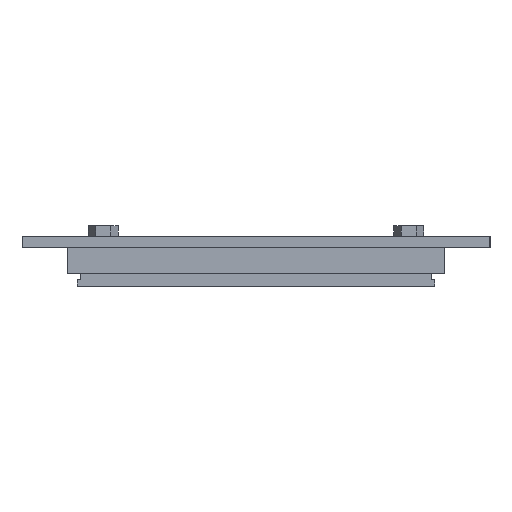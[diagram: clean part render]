
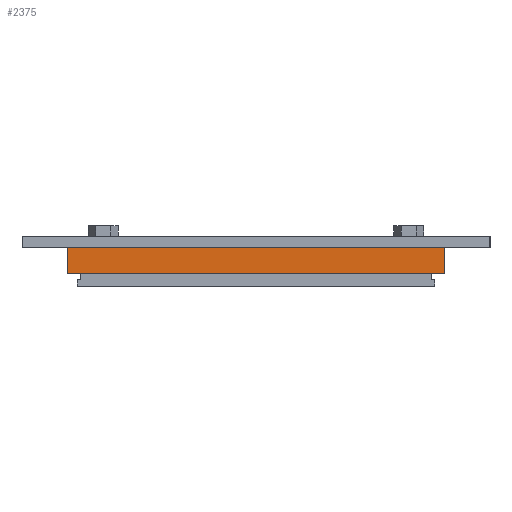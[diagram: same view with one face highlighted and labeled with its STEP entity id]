
A CAD part, left-side view. The second image highlights one B-rep face of the part: STEP entity #2375.
In plain terms, the highlighted planar face has unit normal (-1, 0, 0).
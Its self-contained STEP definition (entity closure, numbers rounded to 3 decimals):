
#347=FACE_OUTER_BOUND('',#471,.T.);
#471=EDGE_LOOP('',(#1839,#1840,#1841,#1842));
#779=LINE('',#3651,#991);
#780=LINE('',#3653,#992);
#781=LINE('',#3655,#993);
#782=LINE('',#3656,#994);
#991=VECTOR('',#2936,10.);
#992=VECTOR('',#2937,10.);
#993=VECTOR('',#2938,10.);
#994=VECTOR('',#2939,10.);
#1171=VERTEX_POINT('',#3649);
#1172=VERTEX_POINT('',#3650);
#1173=VERTEX_POINT('',#3652);
#1174=VERTEX_POINT('',#3654);
#1427=EDGE_CURVE('',#1171,#1172,#779,.T.);
#1428=EDGE_CURVE('',#1171,#1173,#780,.T.);
#1429=EDGE_CURVE('',#1174,#1173,#781,.T.);
#1430=EDGE_CURVE('',#1172,#1174,#782,.T.);
#1839=ORIENTED_EDGE('',*,*,#1427,.F.);
#1840=ORIENTED_EDGE('',*,*,#1428,.T.);
#1841=ORIENTED_EDGE('',*,*,#1429,.F.);
#1842=ORIENTED_EDGE('',*,*,#1430,.F.);
#2312=PLANE('',#2516);
#2375=ADVANCED_FACE('',(#347),#2312,.T.);
#2516=AXIS2_PLACEMENT_3D('',#3648,#2934,#2935);
#2934=DIRECTION('center_axis',(-1.,0.,0.));
#2935=DIRECTION('ref_axis',(0.,1.,0.));
#2936=DIRECTION('',(0.,-1.,0.));
#2937=DIRECTION('',(0.,0.,-1.));
#2938=DIRECTION('',(0.,1.,0.));
#2939=DIRECTION('',(0.,0.,-1.));
#3648=CARTESIAN_POINT('Origin',(0.5,7.,0.));
#3649=CARTESIAN_POINT('',(0.5,65.,0.));
#3650=CARTESIAN_POINT('',(0.5,7.,0.));
#3651=CARTESIAN_POINT('',(0.5,21.5,0.));
#3652=CARTESIAN_POINT('',(0.5,65.,-4.));
#3653=CARTESIAN_POINT('',(0.5,65.,0.));
#3654=CARTESIAN_POINT('',(0.5,7.,-4.));
#3655=CARTESIAN_POINT('',(0.5,7.,-4.));
#3656=CARTESIAN_POINT('',(0.5,7.,0.));
